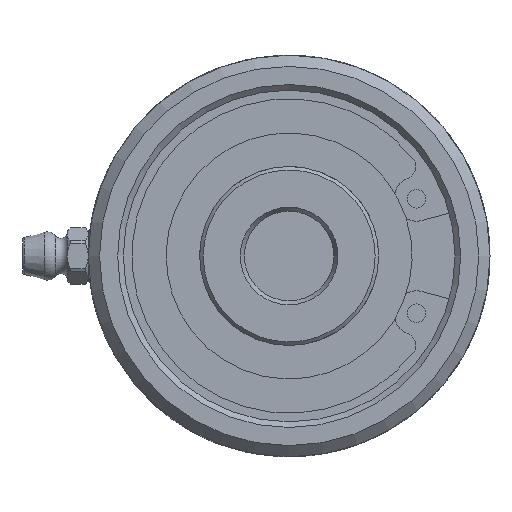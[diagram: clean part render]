
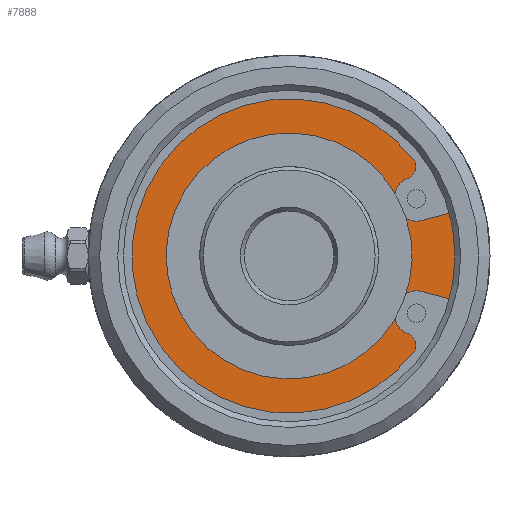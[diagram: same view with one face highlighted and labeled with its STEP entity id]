
A CAD part, left-side view. The second image highlights one B-rep face of the part: STEP entity #7888.
In plain terms, the highlighted planar face has unit normal (-1, 0, 0).
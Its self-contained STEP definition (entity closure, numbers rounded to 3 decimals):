
#572=PLANE('',#8566);
#687=FACE_BOUND('',#1289,.T.);
#796=FACE_OUTER_BOUND('',#1288,.T.);
#1288=EDGE_LOOP('',(#5992,#5993,#5994,#5995,#5996,#5997,#5998,#5999));
#1289=EDGE_LOOP('',(#6000,#6001));
#2167=LINE('',#13120,#2569);
#2175=LINE('',#13143,#2577);
#2569=VECTOR('',#9561,10.);
#2577=VECTOR('',#9583,10.);
#2976=CIRCLE('',#8411,13.9);
#2977=CIRCLE('',#8412,13.9);
#3051=CIRCLE('',#8545,22.303);
#3053=CIRCLE('',#8548,1.758);
#3055=CIRCLE('',#8551,3.17);
#3057=CIRCLE('',#8555,1.758);
#3059=CIRCLE('',#8558,3.17);
#3063=CIRCLE('',#8567,25.375);
#3516=VERTEX_POINT('',#12663);
#3517=VERTEX_POINT('',#12664);
#3627=VERTEX_POINT('',#13099);
#3628=VERTEX_POINT('',#13101);
#3630=VERTEX_POINT('',#13107);
#3632=VERTEX_POINT('',#13113);
#3634=VERTEX_POINT('',#13119);
#3637=VERTEX_POINT('',#13127);
#3639=VERTEX_POINT('',#13133);
#3642=VERTEX_POINT('',#13141);
#4346=EDGE_CURVE('',#3516,#3517,#2976,.T.);
#4347=EDGE_CURVE('',#3517,#3516,#2977,.T.);
#4514=EDGE_CURVE('',#3628,#3627,#3051,.T.);
#4517=EDGE_CURVE('',#3630,#3628,#3053,.T.);
#4520=EDGE_CURVE('',#3632,#3630,#3055,.T.);
#4523=EDGE_CURVE('',#3634,#3632,#2167,.T.);
#4528=EDGE_CURVE('',#3627,#3637,#3057,.T.);
#4531=EDGE_CURVE('',#3637,#3639,#3059,.T.);
#4535=EDGE_CURVE('',#3639,#3642,#2175,.T.);
#4540=EDGE_CURVE('',#3634,#3642,#3063,.T.);
#5992=ORIENTED_EDGE('',*,*,#4523,.T.);
#5993=ORIENTED_EDGE('',*,*,#4520,.T.);
#5994=ORIENTED_EDGE('',*,*,#4517,.T.);
#5995=ORIENTED_EDGE('',*,*,#4514,.T.);
#5996=ORIENTED_EDGE('',*,*,#4528,.T.);
#5997=ORIENTED_EDGE('',*,*,#4531,.T.);
#5998=ORIENTED_EDGE('',*,*,#4535,.T.);
#5999=ORIENTED_EDGE('',*,*,#4540,.F.);
#6000=ORIENTED_EDGE('',*,*,#4346,.T.);
#6001=ORIENTED_EDGE('',*,*,#4347,.T.);
#7888=ADVANCED_FACE('',(#796,#687),#572,.F.);
#8411=AXIS2_PLACEMENT_3D('',#12665,#9216,#9217);
#8412=AXIS2_PLACEMENT_3D('',#12666,#9218,#9219);
#8545=AXIS2_PLACEMENT_3D('',#13102,#9541,#9542);
#8548=AXIS2_PLACEMENT_3D('',#13108,#9548,#9549);
#8551=AXIS2_PLACEMENT_3D('',#13114,#9555,#9556);
#8555=AXIS2_PLACEMENT_3D('',#13129,#9569,#9570);
#8558=AXIS2_PLACEMENT_3D('',#13135,#9576,#9577);
#8566=AXIS2_PLACEMENT_3D('',#13153,#9597,#9598);
#8567=AXIS2_PLACEMENT_3D('',#13154,#9599,#9600);
#9216=DIRECTION('center_axis',(1.,0.,0.));
#9217=DIRECTION('ref_axis',(0.,0.,-1.));
#9218=DIRECTION('center_axis',(1.,0.,0.));
#9219=DIRECTION('ref_axis',(0.,0.,-1.));
#9541=DIRECTION('center_axis',(-1.,0.,0.));
#9542=DIRECTION('ref_axis',(0.,0.796,0.605));
#9548=DIRECTION('center_axis',(-1.,0.,0.));
#9549=DIRECTION('ref_axis',(0.,0.881,-0.473));
#9555=DIRECTION('center_axis',(1.,0.,0.));
#9556=DIRECTION('ref_axis',(0.,-0.259,-0.966));
#9561=DIRECTION('',(0.,0.966,-0.259));
#9569=DIRECTION('center_axis',(-1.,0.,0.));
#9570=DIRECTION('ref_axis',(0.,0.488,-0.873));
#9576=DIRECTION('center_axis',(1.,0.,0.));
#9577=DIRECTION('ref_axis',(0.,0.315,-0.949));
#9583=DIRECTION('',(0.,-0.966,-0.259));
#9597=DIRECTION('center_axis',(1.,0.,0.));
#9598=DIRECTION('ref_axis',(0.,0.,-1.));
#9599=DIRECTION('center_axis',(1.,0.,0.));
#9600=DIRECTION('ref_axis',(0.,1.,0.));
#12663=CARTESIAN_POINT('',(5.217,0.,-13.9));
#12664=CARTESIAN_POINT('',(5.217,0.,13.9));
#12665=CARTESIAN_POINT('Origin',(5.217,0.,0.));
#12666=CARTESIAN_POINT('Origin',(5.217,0.,0.));
#13099=CARTESIAN_POINT('',(5.217,-17.755,-13.497));
#13101=CARTESIAN_POINT('',(5.217,-17.755,13.497));
#13102=CARTESIAN_POINT('Origin',(5.217,0.,
0.));
#13107=CARTESIAN_POINT('',(5.217,-17.064,11.13));
#13108=CARTESIAN_POINT('Origin',(5.217,-16.206,12.665));
#13113=CARTESIAN_POINT('',(5.217,-18.884,5.06));
#13114=CARTESIAN_POINT('Origin',(5.217,-18.064,8.122));
#13119=CARTESIAN_POINT('',(5.217,-24.51,6.568));
#13120=CARTESIAN_POINT('',(5.217,-0.608,0.163));
#13127=CARTESIAN_POINT('',(5.217,-17.064,-11.13));
#13129=CARTESIAN_POINT('Origin',(5.217,-16.206,-12.665));
#13133=CARTESIAN_POINT('',(5.217,-18.884,-5.06));
#13135=CARTESIAN_POINT('Origin',(5.217,-18.064,-8.122));
#13141=CARTESIAN_POINT('',(5.217,-24.51,-6.568));
#13143=CARTESIAN_POINT('',(5.217,-3.421,-0.917));
#13153=CARTESIAN_POINT('Origin',(5.217,18.938,0.));
#13154=CARTESIAN_POINT('Origin',(5.217,0.,0.));
